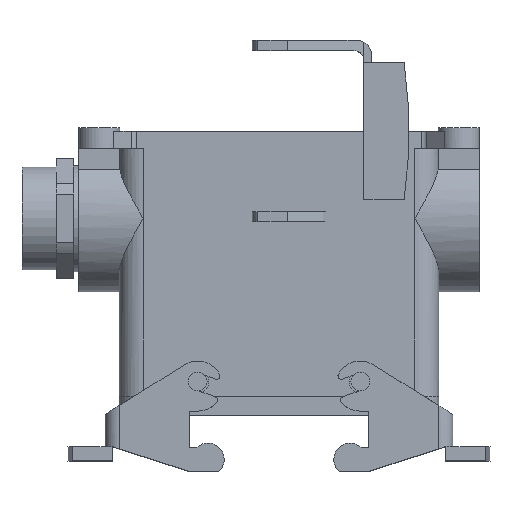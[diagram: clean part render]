
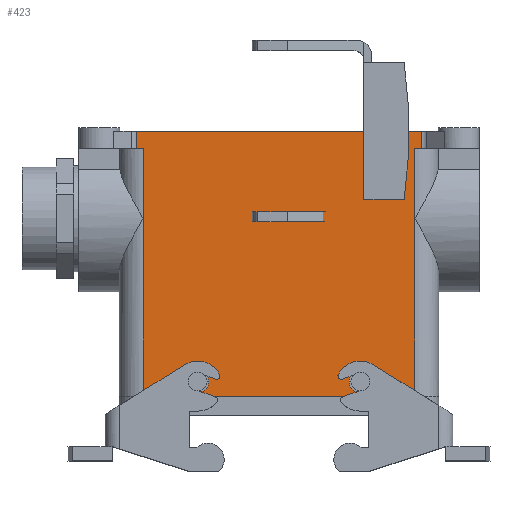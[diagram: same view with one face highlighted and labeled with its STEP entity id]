
A CAD part, top view. The second image highlights one B-rep face of the part: STEP entity #423.
In plain terms, the highlighted planar face has unit normal (0, 0, 1).
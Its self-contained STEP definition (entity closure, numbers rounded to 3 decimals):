
#423 = ADVANCED_FACE( '', ( #966, #967, #968 ), #969, .F. );
#966 = FACE_BOUND( '', #1655, .T. );
#967 = FACE_OUTER_BOUND( '', #1656, .T. );
#968 = FACE_BOUND( '', #1657, .T. );
#969 = PLANE( '', #1658 );
#1655 = EDGE_LOOP( '', ( #2784 ) );
#1656 = EDGE_LOOP( '', ( #2785, #2786, #2787, #2788, #2789, #2790, #2791, #2792, #2793, #2794 ) );
#1657 = EDGE_LOOP( '', ( #2795 ) );
#1658 = AXIS2_PLACEMENT_3D( '', #2796, #2797, #2798 );
#2784 = ORIENTED_EDGE( '', *, *, #4218, .F. );
#2785 = ORIENTED_EDGE( '', *, *, #4219, .T. );
#2786 = ORIENTED_EDGE( '', *, *, #4220, .T. );
#2787 = ORIENTED_EDGE( '', *, *, #3842, .F. );
#2788 = ORIENTED_EDGE( '', *, *, #4109, .T. );
#2789 = ORIENTED_EDGE( '', *, *, #4003, .T. );
#2790 = ORIENTED_EDGE( '', *, *, #4221, .F. );
#2791 = ORIENTED_EDGE( '', *, *, #4157, .F. );
#2792 = ORIENTED_EDGE( '', *, *, #3965, .F. );
#2793 = ORIENTED_EDGE( '', *, *, #4222, .F. );
#2794 = ORIENTED_EDGE( '', *, *, #4223, .T. );
#2795 = ORIENTED_EDGE( '', *, *, #4224, .F. );
#2796 = CARTESIAN_POINT( '', ( 42.515, -5., 21.5 ) );
#2797 = DIRECTION( '', ( 0., 0., -1. ) );
#2798 = DIRECTION( '', ( -1., 0., 0. ) );
#3842 = EDGE_CURVE( '', #4541, #4543, #4544, .T. );
#3965 = EDGE_CURVE( '', #4755, #4693, #4756, .T. );
#4003 = EDGE_CURVE( '', #4823, #4824, #4825, .T. );
#4109 = EDGE_CURVE( '', #4541, #4823, #4992, .T. );
#4157 = EDGE_CURVE( '', #4693, #5066, #5067, .T. );
#4218 = EDGE_CURVE( '', #5156, #5156, #5157, .F. );
#4219 = EDGE_CURVE( '', #5158, #5159, #5160, .T. );
#4220 = EDGE_CURVE( '', #5159, #4543, #5161, .F. );
#4221 = EDGE_CURVE( '', #5066, #4824, #5162, .T. );
#4222 = EDGE_CURVE( '', #5163, #4755, #5164, .T. );
#4223 = EDGE_CURVE( '', #5163, #5158, #5165, .T. );
#4224 = EDGE_CURVE( '', #5166, #5166, #5167, .F. );
#4541 = VERTEX_POINT( '', #5573 );
#4543 = VERTEX_POINT( '', #5575 );
#4544 = LINE( '', #5576, #5577 );
#4693 = VERTEX_POINT( '', #5792 );
#4755 = VERTEX_POINT( '', #5935 );
#4756 = LINE( '', #5936, #5937 );
#4823 = VERTEX_POINT( '', #6025 );
#4824 = VERTEX_POINT( '', #6026 );
#4825 = LINE( '', #6027, #6028 );
#4992 = LINE( '', #6288, #6289 );
#5066 = VERTEX_POINT( '', #6388 );
#5067 = LINE( '', #6389, #6390 );
#5156 = VERTEX_POINT( '', #6526 );
#5157 = CIRCLE( '', #6527, 3.25 );
#5158 = VERTEX_POINT( '', #6528 );
#5159 = VERTEX_POINT( '', #6529 );
#5160 = LINE( '', #6530, #6531 );
#5161 = LINE( '', #6532, #6533 );
#5162 = LINE( '', #6534, #6535 );
#5163 = VERTEX_POINT( '', #6536 );
#5164 = LINE( '', #6537, #6538 );
#5165 = LINE( '', #6539, #6540 );
#5166 = VERTEX_POINT( '', #6541 );
#5167 = CIRCLE( '', #6542, 3.25 );
#5573 = CARTESIAN_POINT( '', ( -39.65, -5., 21.5 ) );
#5575 = CARTESIAN_POINT( '', ( -41.686, -5., 21.5 ) );
#5576 = CARTESIAN_POINT( '', ( 42.515, -5., 21.5 ) );
#5577 = VECTOR( '', #7131, 1000. );
#5792 = CARTESIAN_POINT( '', ( 39.65, -25.5, 21.5 ) );
#5935 = CARTESIAN_POINT( '', ( 39.65, -5., 21.5 ) );
#5936 = CARTESIAN_POINT( '', ( 39.65, 74.914, 21.5 ) );
#5937 = VECTOR( '', #7294, 1000. );
#6025 = CARTESIAN_POINT( '', ( -39.65, -25.5, 21.5 ) );
#6026 = CARTESIAN_POINT( '', ( -39.65, -77.4, 21.5 ) );
#6027 = CARTESIAN_POINT( '', ( -39.65, 74.914, 21.5 ) );
#6028 = VECTOR( '', #7346, 1000. );
#6288 = CARTESIAN_POINT( '', ( -39.65, 74.914, 21.5 ) );
#6289 = VECTOR( '', #7476, 1000. );
#6388 = CARTESIAN_POINT( '', ( 39.65, -77.4, 21.5 ) );
#6389 = CARTESIAN_POINT( '', ( 39.65, 74.914, 21.5 ) );
#6390 = VECTOR( '', #7538, 1000. );
#6526 = CARTESIAN_POINT( '', ( 20.5, -73.1, 21.5 ) );
#6527 = AXIS2_PLACEMENT_3D( '', #7618, #7619, #7620 );
#6528 = CARTESIAN_POINT( '', ( 41.686, 0., 21.5 ) );
#6529 = CARTESIAN_POINT( '', ( -41.686, 0., 21.5 ) );
#6530 = CARTESIAN_POINT( '', ( 42.515, 0., 21.5 ) );
#6531 = VECTOR( '', #7621, 1000. );
#6532 = CARTESIAN_POINT( '', ( -41.686, -5., 21.5 ) );
#6533 = VECTOR( '', #7622, 1000. );
#6534 = CARTESIAN_POINT( '', ( -39.65, -77.4, 21.5 ) );
#6535 = VECTOR( '', #7623, 1000. );
#6536 = CARTESIAN_POINT( '', ( 41.686, -5., 21.5 ) );
#6537 = CARTESIAN_POINT( '', ( 42.515, -5., 21.5 ) );
#6538 = VECTOR( '', #7624, 1000. );
#6539 = CARTESIAN_POINT( '', ( 41.686, 0., 21.5 ) );
#6540 = VECTOR( '', #7625, 1000. );
#6541 = CARTESIAN_POINT( '', ( -27., -73.1, 21.5 ) );
#6542 = AXIS2_PLACEMENT_3D( '', #7626, #7627, #7628 );
#7131 = DIRECTION( '', ( -1., 0., 0. ) );
#7294 = DIRECTION( '', ( 0., -1., 0. ) );
#7346 = DIRECTION( '', ( 0., -1., 0. ) );
#7476 = DIRECTION( '', ( 0., -1., 0. ) );
#7538 = DIRECTION( '', ( 0., -1., 0. ) );
#7618 = CARTESIAN_POINT( '', ( 23.75, -73.1, 21.5 ) );
#7619 = DIRECTION( '', ( 0., 0., -1. ) );
#7620 = DIRECTION( '', ( -1., 0., 0. ) );
#7621 = DIRECTION( '', ( -1., 0., 0. ) );
#7622 = DIRECTION( '', ( 0., 1., 0. ) );
#7623 = DIRECTION( '', ( -1., 0., 0. ) );
#7624 = DIRECTION( '', ( -1., 0., 0. ) );
#7625 = DIRECTION( '', ( 0., 1., 0. ) );
#7626 = CARTESIAN_POINT( '', ( -23.75, -73.1, 21.5 ) );
#7627 = DIRECTION( '', ( 0., 0., -1. ) );
#7628 = DIRECTION( '', ( -1., 0., 0. ) );
